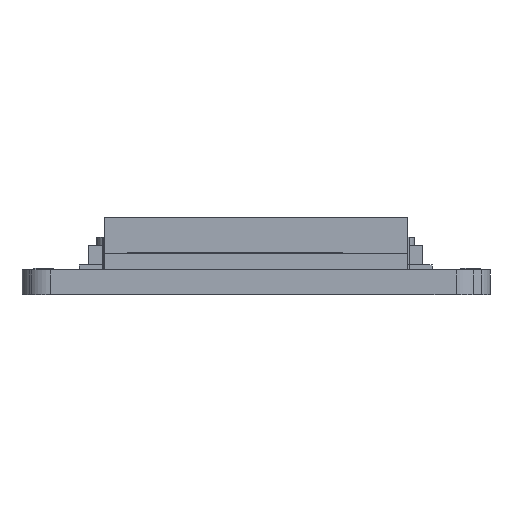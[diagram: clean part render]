
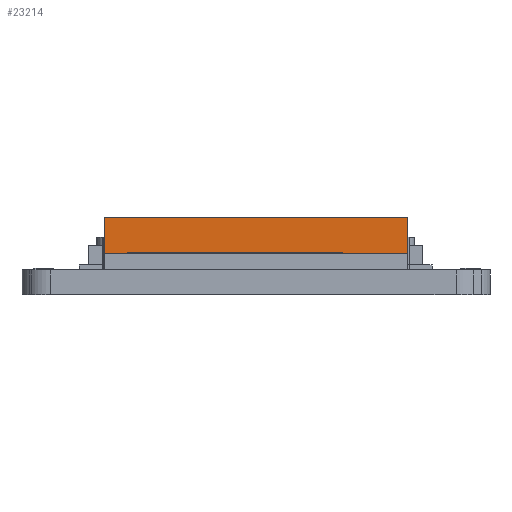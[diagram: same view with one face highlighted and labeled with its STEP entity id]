
A CAD part, front view. The second image highlights one B-rep face of the part: STEP entity #23214.
In plain terms, the highlighted planar face has unit normal (0, -1, 0).
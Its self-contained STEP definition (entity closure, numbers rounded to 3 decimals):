
#1712=FACE_OUTER_BOUND('',#3184,.T.);
#3184=EDGE_LOOP('',(#18839,#18840,#18841,#18842));
#5555=LINE('',#34175,#8431);
#5582=LINE('',#34231,#8458);
#5621=LINE('',#34308,#8497);
#5688=LINE('',#35656,#8564);
#8431=VECTOR('',#28418,10.);
#8458=VECTOR('',#28467,10.);
#8497=VECTOR('',#28508,10.);
#8564=VECTOR('',#28585,10.);
#10725=VERTEX_POINT('',#34172);
#10726=VERTEX_POINT('',#34174);
#10744=VERTEX_POINT('',#34229);
#10781=VERTEX_POINT('',#34306);
#13483=EDGE_CURVE('',#10725,#10726,#5555,.T.);
#13510=EDGE_CURVE('',#10744,#10725,#5582,.T.);
#13549=EDGE_CURVE('',#10726,#10781,#5621,.T.);
#13769=EDGE_CURVE('',#10744,#10781,#5688,.T.);
#18839=ORIENTED_EDGE('',*,*,#13510,.F.);
#18840=ORIENTED_EDGE('',*,*,#13769,.T.);
#18841=ORIENTED_EDGE('',*,*,#13549,.F.);
#18842=ORIENTED_EDGE('',*,*,#13483,.F.);
#22073=PLANE('',#24680);
#23214=ADVANCED_FACE('',(#1712),#22073,.T.);
#24680=AXIS2_PLACEMENT_3D('',#35655,#28583,#28584);
#28418=DIRECTION('',(0.,0.,1.));
#28467=DIRECTION('',(-1.,0.,0.));
#28508=DIRECTION('',(1.,0.,0.));
#28583=DIRECTION('center_axis',(0.,-1.,0.));
#28584=DIRECTION('ref_axis',(1.,0.,0.));
#28585=DIRECTION('',(0.,0.,1.));
#34172=CARTESIAN_POINT('',(85.579,131.143,2.5));
#34174=CARTESIAN_POINT('',(85.579,131.143,4.7));
#34175=CARTESIAN_POINT('',(85.579,131.143,1.5));
#34229=CARTESIAN_POINT('',(104.079,131.143,2.5));
#34231=CARTESIAN_POINT('',(104.079,131.143,2.5));
#34306=CARTESIAN_POINT('',(104.079,131.143,4.7));
#34308=CARTESIAN_POINT('',(104.079,131.143,4.7));
#35655=CARTESIAN_POINT('Origin',(85.579,131.143,1.5));
#35656=CARTESIAN_POINT('',(104.079,131.143,1.5));
